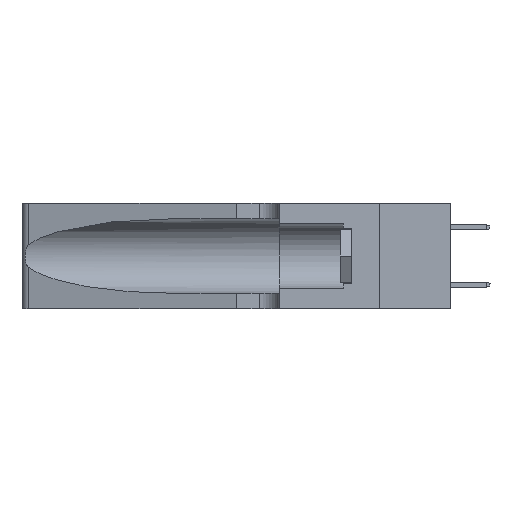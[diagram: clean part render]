
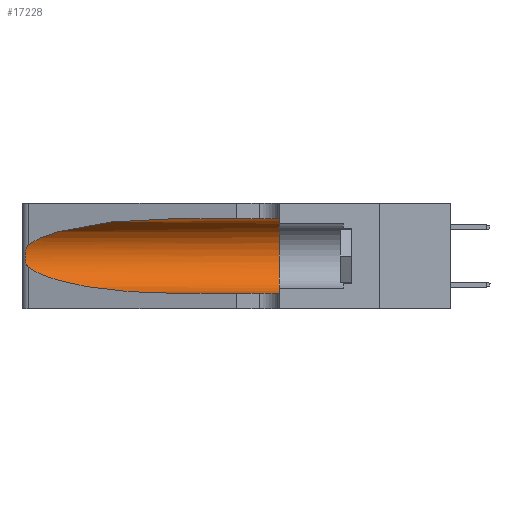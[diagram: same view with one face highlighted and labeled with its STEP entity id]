
A CAD part, left-side view. The second image highlights one B-rep face of the part: STEP entity #17228.
In plain terms, the highlighted cylindrical face has radius 3.308 mm (diameter 6.617 mm), a partial arc.
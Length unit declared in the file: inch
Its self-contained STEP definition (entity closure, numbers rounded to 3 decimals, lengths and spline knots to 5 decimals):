
#450 = CARTESIAN_POINT ( 'NONE',  ( 0.25487, 1.22718, 0.22369 ) ) ;
#1175 = CARTESIAN_POINT ( 'NONE',  ( 0.26017, 1.23833, 0.17102 ) ) ;
#1673 = CARTESIAN_POINT ( 'NONE',  ( 0.18966, 0.96281, 0.05475 ) ) ;
#1897 = CARTESIAN_POINT ( 'NONE',  ( 0.2373, 1.15595, 0.28018 ) ) ;
#2938 = CARTESIAN_POINT ( 'NONE',  ( 0.1305, 0.72297, 0.31525 ) ) ;
#2966 = LINE ( 'NONE', #17520, #20086 ) ;
#3020 = CYLINDRICAL_SURFACE ( 'NONE', #8888, 0.13025 ) ;
#3340 = DIRECTION ( 'NONE',  ( 0., 0., -1. ) ) ;
#3719 = CARTESIAN_POINT ( 'NONE',  ( 0.25487, 1.22718, 0.22369 ) ) ;
#3757 = ORIENTED_EDGE ( 'NONE', *, *, #22104, .F. ) ;
#4425 = CARTESIAN_POINT ( 'NONE',  ( 0.25856, 1.23593, 0.16098 ) ) ;
#4579 = DIRECTION ( 'NONE',  ( 0., 1., 0. ) ) ;
#6107 = CARTESIAN_POINT ( 'NONE',  ( 0.26075, 1.23896, 0.178 ) ) ;
#6875 = EDGE_LOOP ( 'NONE', ( #14105, #28341, #19817, #13857, #14369, #3757 ) ) ;
#7034 = CARTESIAN_POINT ( 'NONE',  ( 0.1305, 0.35, 0.185 ) ) ;
#7720 = DIRECTION ( 'NONE',  ( 0., -1., 0. ) ) ;
#8753 = CARTESIAN_POINT ( 'NONE',  ( 0.26075, 1.23896, 0.19203 ) ) ;
#8888 = AXIS2_PLACEMENT_3D ( 'NONE', #23495, #18372, #3340 ) ;
#9378 = CARTESIAN_POINT ( 'NONE',  ( 0.25639, 1.23184, 0.21858 ) ) ;
#11548 = DIRECTION ( 'NONE',  ( 0., 0., 1. ) ) ;
#12099 = LINE ( 'NONE', #17509, #26254 ) ;
#13340 = CIRCLE ( 'NONE', #21182, 0.13025 ) ;
#13857 = ORIENTED_EDGE ( 'NONE', *, *, #30082, .T. ) ;
#14105 = ORIENTED_EDGE ( 'NONE', *, *, #27098, .T. ) ;
#14319 =( BOUNDED_CURVE ( )  B_SPLINE_CURVE ( 3, ( #21626, #27100, #1673, #24595 ),
 .UNSPECIFIED., .F., .T. ) 
 B_SPLINE_CURVE_WITH_KNOTS ( ( 4, 4 ),
 ( 3.44316, 4.71239 ),
 .UNSPECIFIED. ) 
 CURVE ( )  GEOMETRIC_REPRESENTATION_ITEM ( )  RATIONAL_B_SPLINE_CURVE ( ( 1., 0.87, 0.87, 1. ) ) 
 REPRESENTATION_ITEM ( '' )  );
#14369 = ORIENTED_EDGE ( 'NONE', *, *, #23645, .F. ) ;
#14683 = CARTESIAN_POINT ( 'NONE',  ( 0.25487, 1.22718, 0.22369 ) ) ;
#16196 = CARTESIAN_POINT ( 'NONE',  ( 0.25555, 1.22994, 0.2215 ) ) ;
#16985 = CARTESIAN_POINT ( 'NONE',  ( 0.25639, 1.23186, 0.15144 ) ) ;
#17228 = ADVANCED_FACE ( 'NONE', ( #25984 ), #3020, .F. ) ;
#17509 = CARTESIAN_POINT ( 'NONE',  ( 0.1305, 1.61858, 0.05475 ) ) ;
#17520 = CARTESIAN_POINT ( 'NONE',  ( 0.1305, 1.61858, 0.31525 ) ) ;
#18372 = DIRECTION ( 'NONE',  ( 0., -1., 0. ) ) ;
#18671 = CARTESIAN_POINT ( 'NONE',  ( 0.26018, 1.23835, 0.19895 ) ) ;
#18687 = VERTEX_POINT ( 'NONE', #29897 ) ;
#19593 =( BOUNDED_CURVE ( )  B_SPLINE_CURVE ( 3, ( #26519, #29490, #1897, #3719 ),
 .UNSPECIFIED., .F., .F. ) 
 B_SPLINE_CURVE_WITH_KNOTS ( ( 4, 4 ),
 ( 1.5708, 2.84003 ),
 .UNSPECIFIED. ) 
 CURVE ( )  GEOMETRIC_REPRESENTATION_ITEM ( )  RATIONAL_B_SPLINE_CURVE ( ( 1., 0.87, 0.87, 1. ) ) 
 REPRESENTATION_ITEM ( '' )  );
#19817 = ORIENTED_EDGE ( 'NONE', *, *, #30060, .T. ) ;
#20086 = VECTOR ( 'NONE', #25114, 39.37008 ) ;
#21182 = AXIS2_PLACEMENT_3D ( 'NONE', #7034, #4579, #11548 ) ;
#21301 = CARTESIAN_POINT ( 'NONE',  ( 0.25787, 1.23484, 0.2124 ) ) ;
#21626 = CARTESIAN_POINT ( 'NONE',  ( 0.25487, 1.22718, 0.14631 ) ) ;
#21914 = CARTESIAN_POINT ( 'NONE',  ( 0.25555, 1.22993, 0.14849 ) ) ;
#22104 = EDGE_CURVE ( 'NONE', #24543, #27649, #2966, .T. ) ;
#23495 = CARTESIAN_POINT ( 'NONE',  ( 0.1305, 1.61858, 0.185 ) ) ;
#23645 = EDGE_CURVE ( 'NONE', #27649, #30548, #13340, .T. ) ;
#23781 = CARTESIAN_POINT ( 'NONE',  ( 0.25854, 1.2359, 0.20912 ) ) ;
#24432 = EDGE_CURVE ( 'NONE', #27049, #24951, #24883, .T. ) ;
#24465 = CARTESIAN_POINT ( 'NONE',  ( 0.1305, 0.35, 0.31525 ) ) ;
#24543 = VERTEX_POINT ( 'NONE', #2938 ) ;
#24595 = CARTESIAN_POINT ( 'NONE',  ( 0.1305, 0.72297, 0.05475 ) ) ;
#24883 = B_SPLINE_CURVE_WITH_KNOTS ( 'NONE', 3,
 ( #14683, #16196, #9378, #21301, #23781, #18671, #8753, #6107, #1175, #4425, #28916, #16985, #21914, #32180 ),
 .UNSPECIFIED., .F., .F.,
 ( 4, 2, 2, 2, 2, 2, 4 ),
 ( 0., 0.00027, 0.00053, 0.00107, 0.0016, 0.00187, 0.00214 ),
 .UNSPECIFIED. ) ;
#24951 = VERTEX_POINT ( 'NONE', #28742 ) ;
#25114 = DIRECTION ( 'NONE',  ( 0., -1., 0. ) ) ;
#25984 = FACE_OUTER_BOUND ( 'NONE', #6875, .T. ) ;
#26254 = VECTOR ( 'NONE', #7720, 39.37008 ) ;
#26519 = CARTESIAN_POINT ( 'NONE',  ( 0.1305, 0.72297, 0.31525 ) ) ;
#27049 = VERTEX_POINT ( 'NONE', #450 ) ;
#27098 = EDGE_CURVE ( 'NONE', #24543, #27049, #19593, .T. ) ;
#27100 = CARTESIAN_POINT ( 'NONE',  ( 0.2373, 1.15595, 0.08982 ) ) ;
#27649 = VERTEX_POINT ( 'NONE', #24465 ) ;
#28341 = ORIENTED_EDGE ( 'NONE', *, *, #24432, .T. ) ;
#28742 = CARTESIAN_POINT ( 'NONE',  ( 0.25487, 1.22718, 0.14631 ) ) ;
#28916 = CARTESIAN_POINT ( 'NONE',  ( 0.25789, 1.23486, 0.15765 ) ) ;
#29469 = CARTESIAN_POINT ( 'NONE',  ( 0.1305, 0.35, 0.05475 ) ) ;
#29490 = CARTESIAN_POINT ( 'NONE',  ( 0.18966, 0.96281, 0.31525 ) ) ;
#29897 = CARTESIAN_POINT ( 'NONE',  ( 0.1305, 0.72297, 0.05475 ) ) ;
#30060 = EDGE_CURVE ( 'NONE', #24951, #18687, #14319, .T. ) ;
#30082 = EDGE_CURVE ( 'NONE', #18687, #30548, #12099, .T. ) ;
#30548 = VERTEX_POINT ( 'NONE', #29469 ) ;
#32180 = CARTESIAN_POINT ( 'NONE',  ( 0.25487, 1.22718, 0.14631 ) ) ;
